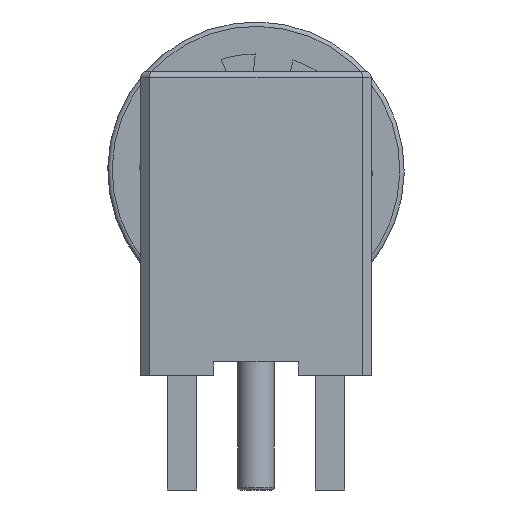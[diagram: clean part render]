
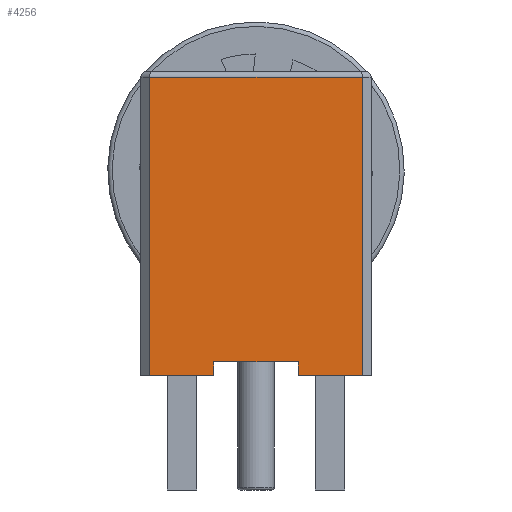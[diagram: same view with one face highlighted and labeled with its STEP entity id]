
A CAD part, front view. The second image highlights one B-rep face of the part: STEP entity #4256.
In plain terms, the highlighted planar face has unit normal (0, -1, 0).
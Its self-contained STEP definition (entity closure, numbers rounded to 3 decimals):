
#694=LINE('',#10176,#998);
#712=LINE('',#10213,#1016);
#716=LINE('',#10220,#1020);
#717=LINE('',#10224,#1021);
#718=LINE('',#10226,#1022);
#719=LINE('',#10228,#1023);
#720=LINE('',#10229,#1024);
#721=LINE('',#10230,#1025);
#998=VECTOR('',#5435,1000.);
#1016=VECTOR('',#5465,1000.);
#1020=VECTOR('',#5471,1000.);
#1021=VECTOR('',#5474,1000.);
#1022=VECTOR('',#5475,1000.);
#1023=VECTOR('',#5476,1000.);
#1024=VECTOR('',#5477,1000.);
#1025=VECTOR('',#5478,1000.);
#1298=FACE_OUTER_BOUND('',#1541,.T.);
#1541=EDGE_LOOP('',(#3759,#3760,#3761,#3762,#3763,#3764,#3765,#3766));
#2048=VERTEX_POINT('',#10172);
#2049=VERTEX_POINT('',#10174);
#2062=VERTEX_POINT('',#10212);
#2064=VERTEX_POINT('',#10218);
#2065=VERTEX_POINT('',#10222);
#2066=VERTEX_POINT('',#10223);
#2067=VERTEX_POINT('',#10225);
#2068=VERTEX_POINT('',#10227);
#2620=EDGE_CURVE('',#2049,#2048,#694,.T.);
#2638=EDGE_CURVE('',#2062,#2048,#712,.T.);
#2642=EDGE_CURVE('',#2064,#2049,#716,.T.);
#2643=EDGE_CURVE('',#2065,#2066,#717,.T.);
#2644=EDGE_CURVE('',#2066,#2067,#718,.T.);
#2645=EDGE_CURVE('',#2067,#2068,#719,.T.);
#2646=EDGE_CURVE('',#2062,#2068,#720,.T.);
#2647=EDGE_CURVE('',#2064,#2065,#721,.T.);
#3759=ORIENTED_EDGE('',*,*,#2643,.T.);
#3760=ORIENTED_EDGE('',*,*,#2644,.T.);
#3761=ORIENTED_EDGE('',*,*,#2645,.T.);
#3762=ORIENTED_EDGE('',*,*,#2646,.F.);
#3763=ORIENTED_EDGE('',*,*,#2638,.T.);
#3764=ORIENTED_EDGE('',*,*,#2620,.F.);
#3765=ORIENTED_EDGE('',*,*,#2642,.F.);
#3766=ORIENTED_EDGE('',*,*,#2647,.T.);
#4032=PLANE('',#4613);
#4256=ADVANCED_FACE('',(#1298),#4032,.F.);
#4613=AXIS2_PLACEMENT_3D('',#10221,#5472,#5473);
#5435=DIRECTION('',(-1.,0.,0.));
#5465=DIRECTION('',(0.,0.,1.));
#5471=DIRECTION('',(0.,0.,1.));
#5472=DIRECTION('center_axis',(0.,1.,0.));
#5473=DIRECTION('ref_axis',(0.,0.,-1.));
#5474=DIRECTION('',(0.,0.,1.));
#5475=DIRECTION('',(-1.,0.,0.));
#5476=DIRECTION('',(0.,0.,-1.));
#5477=DIRECTION('',(-1.,0.,0.));
#5478=DIRECTION('',(1.,0.,0.));
#10172=CARTESIAN_POINT('',(-1.46,-3.16,0.47));
#10174=CARTESIAN_POINT('',(1.46,-3.16,0.47));
#10176=CARTESIAN_POINT('',(3.96,-3.16,0.47));
#10212=CARTESIAN_POINT('',(-1.46,-3.16,0.));
#10213=CARTESIAN_POINT('',(-1.46,-3.16,0.));
#10218=CARTESIAN_POINT('',(1.46,-3.16,0.));
#10220=CARTESIAN_POINT('',(1.46,-3.16,0.));
#10221=CARTESIAN_POINT('Origin',(3.96,-3.16,0.47));
#10222=CARTESIAN_POINT('',(3.66,-3.16,0.));
#10223=CARTESIAN_POINT('',(3.66,-3.16,10.26));
#10224=CARTESIAN_POINT('',(3.66,-3.16,0.47));
#10225=CARTESIAN_POINT('',(-3.66,-3.16,10.26));
#10226=CARTESIAN_POINT('',(3.96,-3.16,10.26));
#10227=CARTESIAN_POINT('',(-3.66,-3.16,0.));
#10228=CARTESIAN_POINT('',(-3.66,-3.16,0.47));
#10229=CARTESIAN_POINT('',(-1.46,-3.16,0.));
#10230=CARTESIAN_POINT('',(1.46,-3.16,0.));
